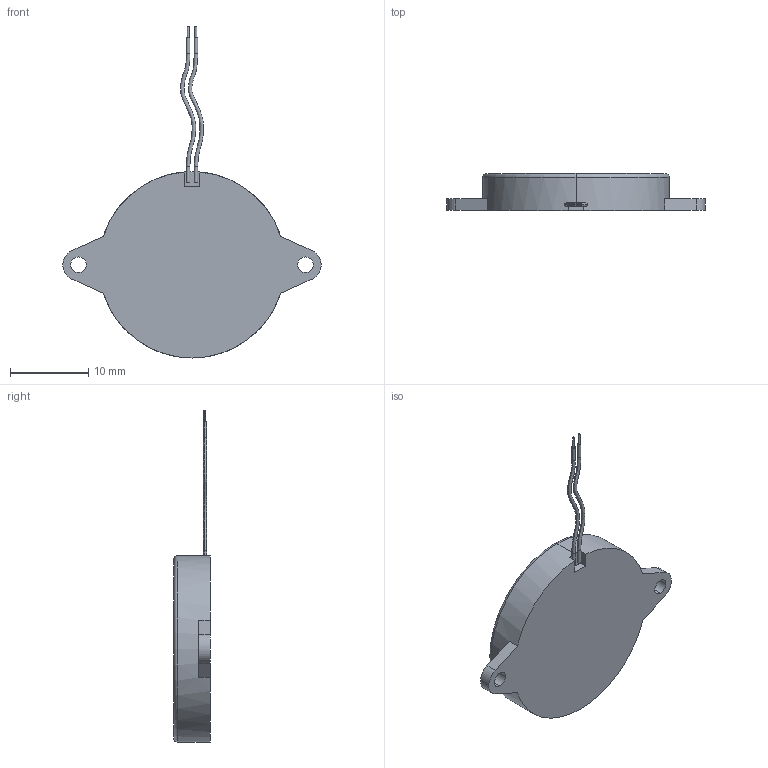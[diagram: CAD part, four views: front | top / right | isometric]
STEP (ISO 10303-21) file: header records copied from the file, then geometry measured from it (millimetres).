
FILE_DESCRIPTION (( 'STEP AP203' ), '1' );
FILE_NAME ('PT-2404.STEP', '2017-03-21T20:43:32', ( 'Gem' ), ( '' ), 'SwSTEP 2.0', 'SolidWorks 2013', '' );
FILE_SCHEMA (( 'CONFIG_CONTROL_DESIGN' ));
Length unit declared in the file: millimetre
Products named in the file (1): PT-2404
Bounding box: 33 x 4.7 x 42.4 mm (x, y, z)
Volume: 2135.1 mm3; surface area: 1410.2 mm2
Topology: 5 solids, 5 shells, 49 faces, 104 edges, 66 vertices
Faces by surface type: cylinder 22, plane 21, bspline 4, torus 2
Entity records: 2115 total; most frequent: CARTESIAN_POINT 948, DIRECTION 246, ORIENTED_EDGE 208, EDGE_CURVE 104, AXIS2_PLACEMENT_3D 100, VERTEX_POINT 66, EDGE_LOOP 54, CIRCLE 54
